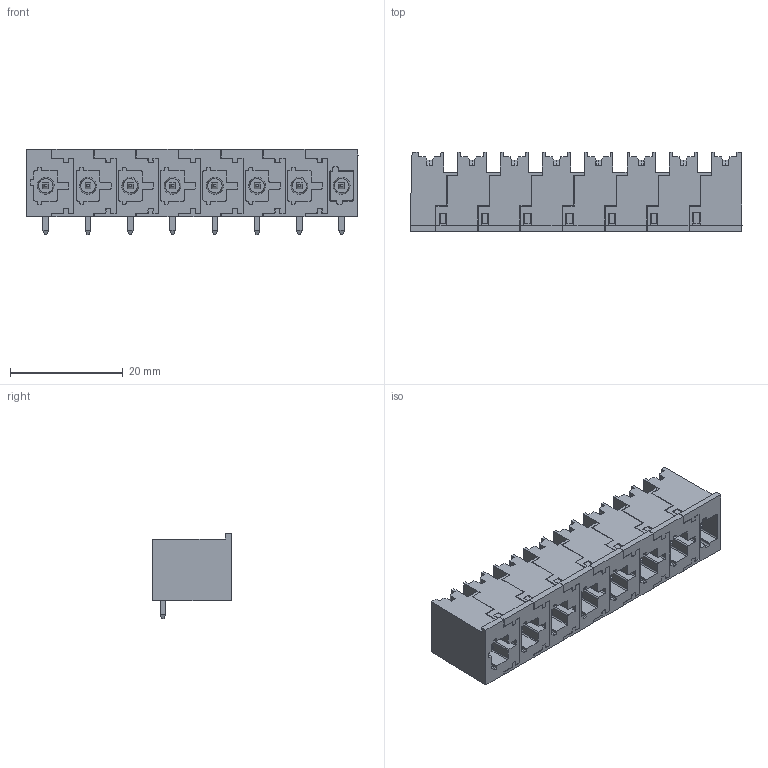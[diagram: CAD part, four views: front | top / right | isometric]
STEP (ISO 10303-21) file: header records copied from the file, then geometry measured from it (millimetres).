
FILE_DESCRIPTION(('CATIA V5 STEP Exchange','CAx-IF Rec.Pracs.--- Model Styling and Organization---1.4--- 2014-01-23'),'2;1');
FILE_NAME ('1357704-2_1_8000078313_8000078313.stp','2022-02-01T09:17:26+00:00',('none'),('Weidmueller'),'CATIA Version 5-6 Release 2016 SP3 HF44','CATIA V5 STEP AP214','none');
FILE_SCHEMA(('AUTOMOTIVE_DESIGN { 1 0 10303 214 1 1 1 1 }'));
Length unit declared in the file: millimetre
Products named in the file (1): 8000078313
Bounding box: 58.9 x 14 x 15.1 mm (x, y, z)
Volume: 6152.7 mm3; surface area: 9697 mm2
Topology: 16 solids, 16 shells, 1013 faces, 2863 edges, 1897 vertices
Faces by surface type: plane 855, extrusion 84, revolution 32, cylinder 26, cone 16
Entity records: 35132 total; most frequent: CARTESIAN_POINT 8382, ORIENTED_EDGE 5726, DIRECTION 4543, EDGE_CURVE 2863, VECTOR 2623, LINE 2539, VERTEX_POINT 1897, EDGE_LOOP 1072
